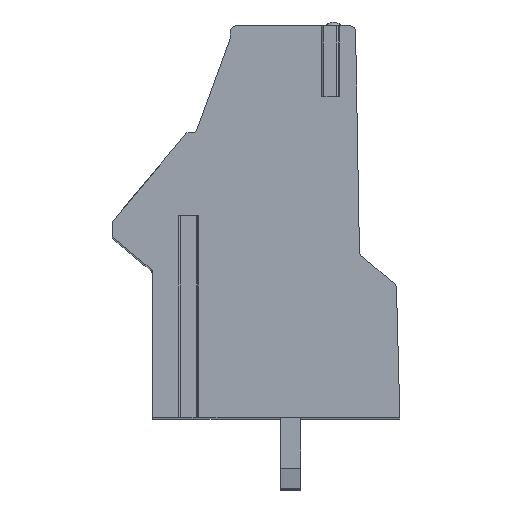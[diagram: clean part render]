
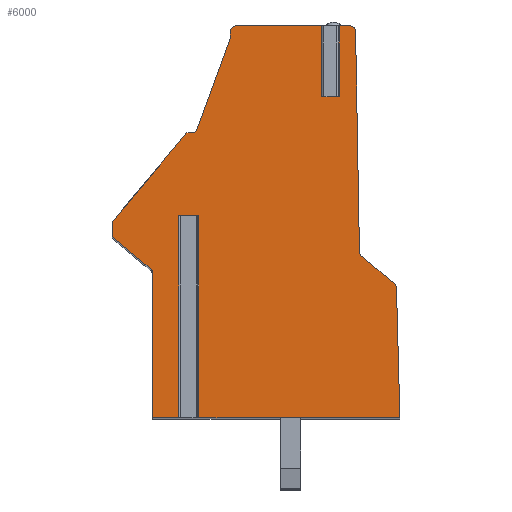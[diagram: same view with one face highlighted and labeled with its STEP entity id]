
A CAD part, top view. The second image highlights one B-rep face of the part: STEP entity #6000.
In plain terms, the highlighted planar face has unit normal (0, 0, 1).
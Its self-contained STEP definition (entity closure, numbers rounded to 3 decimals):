
#13=DIRECTION('',(-1.,0.,0.));
#14=VECTOR('',#13,0.55);
#15=CARTESIAN_POINT('',(3.708,6.127,48.26));
#16=LINE('',#15,#14);
#17=DIRECTION('',(0.,-1.,0.));
#18=VECTOR('',#17,3.5);
#19=CARTESIAN_POINT('',(3.708,9.627,48.26));
#20=LINE('',#19,#18);
#21=DIRECTION('',(-1.,0.,0.));
#22=VECTOR('',#21,0.682);
#23=CARTESIAN_POINT('',(4.39,9.627,48.26));
#24=LINE('',#23,#22);
#25=CARTESIAN_POINT('',(4.39,9.327,48.26));
#26=DIRECTION('',(0.,0.,1.));
#27=DIRECTION('',(1.,0.017,0.));
#28=AXIS2_PLACEMENT_3D('',#25,#26,#27);
#30=DIRECTION('',(-0.017,1.,0.));
#31=VECTOR('',#30,10.885);
#32=CARTESIAN_POINT('',(4.88,-1.552,48.26));
#33=LINE('',#32,#31);
#34=CARTESIAN_POINT('',(5.18,-1.546,48.26));
#35=DIRECTION('',(0.,0.,-1.));
#36=DIRECTION('',(-0.643,-0.766,0.));
#37=AXIS2_PLACEMENT_3D('',#34,#35,#36);
#39=DIRECTION('',(-0.766,0.643,0.));
#40=VECTOR('',#39,2.116);
#41=CARTESIAN_POINT('',(6.608,-3.137,48.26));
#42=LINE('',#41,#40);
#43=CARTESIAN_POINT('',(6.415,-3.366,48.26));
#44=DIRECTION('',(0.,0.,1.));
#45=DIRECTION('',(1.,0.029,0.));
#46=AXIS2_PLACEMENT_3D('',#43,#44,#45);
#48=DIRECTION('',(-0.026,1.,0.));
#49=VECTOR('',#48,6.418);
#50=CARTESIAN_POINT('',(6.883,-9.773,48.26));
#51=LINE('',#50,#49);
#52=DIRECTION('',(1.,0.,0.));
#53=VECTOR('',#52,9.952);
#54=CARTESIAN_POINT('',(-3.069,-9.773,48.26));
#55=LINE('',#54,#53);
#56=DIRECTION('',(0.,-1.,0.));
#57=VECTOR('',#56,10.);
#58=CARTESIAN_POINT('',(-3.069,0.227,48.26));
#59=LINE('',#58,#57);
#60=DIRECTION('',(-1.,0.,0.));
#61=VECTOR('',#60,0.996);
#62=CARTESIAN_POINT('',(-3.069,0.227,48.26));
#63=LINE('',#62,#61);
#64=DIRECTION('',(0.,-1.,0.));
#65=VECTOR('',#64,10.);
#66=CARTESIAN_POINT('',(-4.065,0.227,48.26));
#67=LINE('',#66,#65);
#68=DIRECTION('',(1.,0.,0.));
#69=VECTOR('',#68,1.302);
#70=CARTESIAN_POINT('',(-5.367,-9.773,48.26));
#71=LINE('',#70,#69);
#72=DIRECTION('',(0.,-1.,0.));
#73=VECTOR('',#72,7.198);
#74=CARTESIAN_POINT('',(-5.367,-2.576,48.26));
#75=LINE('',#74,#73);
#76=CARTESIAN_POINT('',(-5.567,-2.576,48.26));
#77=DIRECTION('',(0.,0.,-1.));
#78=DIRECTION('',(0.643,0.766,0.));
#79=AXIS2_PLACEMENT_3D('',#76,#77,#78);
#81=DIRECTION('',(0.766,-0.643,0.));
#82=VECTOR('',#81,2.424);
#83=CARTESIAN_POINT('',(-7.295,-0.864,48.26));
#84=LINE('',#83,#82);
#85=CARTESIAN_POINT('',(-7.167,-0.711,48.26));
#86=DIRECTION('',(0.,0.,1.));
#87=DIRECTION('',(-1.,0.,0.));
#88=AXIS2_PLACEMENT_3D('',#85,#86,#87);
#90=DIRECTION('',(0.,-1.,0.));
#91=VECTOR('',#90,0.52);
#92=CARTESIAN_POINT('',(-7.367,-0.191,48.26));
#93=LINE('',#92,#91);
#94=CARTESIAN_POINT('',(-7.067,-0.191,48.26));
#95=DIRECTION('',(0.,0.,1.));
#96=DIRECTION('',(-0.766,0.643,0.));
#97=AXIS2_PLACEMENT_3D('',#94,#95,#96);
#99=DIRECTION('',(-0.643,-0.766,0.));
#100=VECTOR('',#99,5.645);
#101=CARTESIAN_POINT('',(-3.668,4.327,48.26));
#102=LINE('',#101,#100);
#103=DIRECTION('',(-1.,0.,0.));
#104=VECTOR('',#103,0.236);
#105=CARTESIAN_POINT('',(-3.432,4.327,48.26));
#106=LINE('',#105,#104);
#107=CARTESIAN_POINT('',(-3.432,4.627,48.26));
#108=DIRECTION('',(0.,0.,-1.));
#109=DIRECTION('',(0.94,-0.342,0.));
#110=AXIS2_PLACEMENT_3D('',#107,#108,#109);
#112=DIRECTION('',(-0.342,-0.94,0.));
#113=VECTOR('',#112,4.782);
#114=CARTESIAN_POINT('',(-1.515,9.018,48.26));
#115=LINE('',#114,#113);
#116=DIRECTION('',(0.,-1.,0.));
#117=VECTOR('',#116,0.309);
#118=CARTESIAN_POINT('',(-1.515,9.327,48.26));
#119=LINE('',#118,#117);
#120=CARTESIAN_POINT('',(-1.215,9.327,48.26));
#121=DIRECTION('',(0.,0.,1.));
#122=DIRECTION('',(0.,1.,0.));
#123=AXIS2_PLACEMENT_3D('',#120,#121,#122);
#125=DIRECTION('',(-1.,0.,0.));
#126=VECTOR('',#125,4.373);
#127=CARTESIAN_POINT('',(3.158,9.627,48.26));
#128=LINE('',#127,#126);
#129=DIRECTION('',(0.,-1.,0.));
#130=VECTOR('',#129,3.5);
#131=CARTESIAN_POINT('',(3.158,9.627,48.26));
#132=LINE('',#131,#130);
#4665=CARTESIAN_POINT('',(6.883,-9.773,48.26));
#4666=CARTESIAN_POINT('',(6.715,-3.358,48.26));
#4667=VERTEX_POINT('',#4665);
#4668=VERTEX_POINT('',#4666);
#4669=CARTESIAN_POINT('',(6.608,-3.137,48.26));
#4670=VERTEX_POINT('',#4669);
#4671=CARTESIAN_POINT('',(4.987,-1.776,48.26));
#4672=VERTEX_POINT('',#4671);
#4673=CARTESIAN_POINT('',(4.88,-1.552,48.26));
#4674=VERTEX_POINT('',#4673);
#4675=CARTESIAN_POINT('',(4.69,9.332,48.26));
#4676=VERTEX_POINT('',#4675);
#4677=CARTESIAN_POINT('',(4.39,9.627,48.26));
#4678=VERTEX_POINT('',#4677);
#4679=CARTESIAN_POINT('',(-1.215,9.627,48.26));
#4680=CARTESIAN_POINT('',(-1.515,9.327,48.26));
#4681=VERTEX_POINT('',#4679);
#4682=VERTEX_POINT('',#4680);
#4683=CARTESIAN_POINT('',(-1.515,9.018,48.26));
#4684=VERTEX_POINT('',#4683);
#4685=CARTESIAN_POINT('',(-3.15,4.524,48.26));
#4686=VERTEX_POINT('',#4685);
#4687=CARTESIAN_POINT('',(-3.432,4.327,48.26));
#4688=VERTEX_POINT('',#4687);
#4689=CARTESIAN_POINT('',(-3.668,4.327,48.26));
#4690=VERTEX_POINT('',#4689);
#4691=CARTESIAN_POINT('',(-7.297,0.002,48.26));
#4692=VERTEX_POINT('',#4691);
#4693=CARTESIAN_POINT('',(-7.367,-0.191,48.26));
#4694=VERTEX_POINT('',#4693);
#4695=CARTESIAN_POINT('',(-7.367,-0.711,48.26));
#4696=VERTEX_POINT('',#4695);
#4697=CARTESIAN_POINT('',(-7.295,-0.864,48.26));
#4698=VERTEX_POINT('',#4697);
#4699=CARTESIAN_POINT('',(-5.438,-2.422,48.26));
#4700=VERTEX_POINT('',#4699);
#4701=CARTESIAN_POINT('',(-5.367,-2.576,48.26));
#4702=VERTEX_POINT('',#4701);
#4703=CARTESIAN_POINT('',(-5.367,-9.773,48.26));
#4704=VERTEX_POINT('',#4703);
#4805=CARTESIAN_POINT('',(-3.069,0.227,48.26));
#4806=CARTESIAN_POINT('',(-4.065,0.227,48.26));
#4807=VERTEX_POINT('',#4805);
#4808=VERTEX_POINT('',#4806);
#4809=CARTESIAN_POINT('',(-3.069,-9.773,48.26));
#4810=VERTEX_POINT('',#4809);
#4811=CARTESIAN_POINT('',(-4.065,-9.773,48.26));
#4812=VERTEX_POINT('',#4811);
#4849=CARTESIAN_POINT('',(3.708,6.127,48.26));
#4850=CARTESIAN_POINT('',(3.158,6.127,48.26));
#4851=VERTEX_POINT('',#4849);
#4852=VERTEX_POINT('',#4850);
#4853=CARTESIAN_POINT('',(3.158,9.627,48.26));
#4854=VERTEX_POINT('',#4853);
#4855=CARTESIAN_POINT('',(3.708,9.627,48.26));
#4856=VERTEX_POINT('',#4855);
#5937=CARTESIAN_POINT('',(0.,0.,48.26));
#5938=DIRECTION('',(0.,0.,1.));
#5939=DIRECTION('',(1.,0.,0.));
#5940=AXIS2_PLACEMENT_3D('',#5937,#5938,#5939);
#5941=PLANE('',#5940);
#5943=ORIENTED_EDGE('',*,*,#5942,.F.);
#5945=ORIENTED_EDGE('',*,*,#5944,.F.);
#5947=ORIENTED_EDGE('',*,*,#5946,.F.);
#5949=ORIENTED_EDGE('',*,*,#5948,.F.);
#5951=ORIENTED_EDGE('',*,*,#5950,.F.);
#5953=ORIENTED_EDGE('',*,*,#5952,.F.);
#5955=ORIENTED_EDGE('',*,*,#5954,.F.);
#5957=ORIENTED_EDGE('',*,*,#5956,.F.);
#5959=ORIENTED_EDGE('',*,*,#5958,.F.);
#5961=ORIENTED_EDGE('',*,*,#5960,.F.);
#5963=ORIENTED_EDGE('',*,*,#5962,.F.);
#5965=ORIENTED_EDGE('',*,*,#5964,.T.);
#5967=ORIENTED_EDGE('',*,*,#5966,.T.);
#5969=ORIENTED_EDGE('',*,*,#5968,.F.);
#5971=ORIENTED_EDGE('',*,*,#5970,.F.);
#5973=ORIENTED_EDGE('',*,*,#5972,.F.);
#5975=ORIENTED_EDGE('',*,*,#5974,.F.);
#5977=ORIENTED_EDGE('',*,*,#5976,.F.);
#5979=ORIENTED_EDGE('',*,*,#5978,.F.);
#5981=ORIENTED_EDGE('',*,*,#5980,.F.);
#5983=ORIENTED_EDGE('',*,*,#5982,.F.);
#5985=ORIENTED_EDGE('',*,*,#5984,.F.);
#5987=ORIENTED_EDGE('',*,*,#5986,.F.);
#5989=ORIENTED_EDGE('',*,*,#5988,.F.);
#5991=ORIENTED_EDGE('',*,*,#5990,.F.);
#5993=ORIENTED_EDGE('',*,*,#5992,.F.);
#5995=ORIENTED_EDGE('',*,*,#5994,.F.);
#5997=ORIENTED_EDGE('',*,*,#5996,.T.);
#5998=EDGE_LOOP('',(#5943,#5945,#5947,#5949,#5951,#5953,#5955,#5957,#5959,#5961,
#5963,#5965,#5967,#5969,#5971,#5973,#5975,#5977,#5979,#5981,#5983,#5985,#5987,
#5989,#5991,#5993,#5995,#5997));
#5999=FACE_OUTER_BOUND('',#5998,.F.);
#29=CIRCLE('',#28,0.3);
#38=CIRCLE('',#37,0.3);
#47=CIRCLE('',#46,0.3);
#80=CIRCLE('',#79,0.2);
#89=CIRCLE('',#88,0.2);
#98=CIRCLE('',#97,0.3);
#111=CIRCLE('',#110,0.3);
#124=CIRCLE('',#123,0.3);
#5942=EDGE_CURVE('',#4851,#4852,#16,.T.);
#5944=EDGE_CURVE('',#4856,#4851,#20,.T.);
#5946=EDGE_CURVE('',#4678,#4856,#24,.T.);
#5948=EDGE_CURVE('',#4676,#4678,#29,.T.);
#5950=EDGE_CURVE('',#4674,#4676,#33,.T.);
#5952=EDGE_CURVE('',#4672,#4674,#38,.T.);
#5954=EDGE_CURVE('',#4670,#4672,#42,.T.);
#5956=EDGE_CURVE('',#4668,#4670,#47,.T.);
#5958=EDGE_CURVE('',#4667,#4668,#51,.T.);
#5960=EDGE_CURVE('',#4810,#4667,#55,.T.);
#5962=EDGE_CURVE('',#4807,#4810,#59,.T.);
#5964=EDGE_CURVE('',#4807,#4808,#63,.T.);
#5966=EDGE_CURVE('',#4808,#4812,#67,.T.);
#5968=EDGE_CURVE('',#4704,#4812,#71,.T.);
#5970=EDGE_CURVE('',#4702,#4704,#75,.T.);
#5972=EDGE_CURVE('',#4700,#4702,#80,.T.);
#5974=EDGE_CURVE('',#4698,#4700,#84,.T.);
#5976=EDGE_CURVE('',#4696,#4698,#89,.T.);
#5978=EDGE_CURVE('',#4694,#4696,#93,.T.);
#5980=EDGE_CURVE('',#4692,#4694,#98,.T.);
#5982=EDGE_CURVE('',#4690,#4692,#102,.T.);
#5984=EDGE_CURVE('',#4688,#4690,#106,.T.);
#5986=EDGE_CURVE('',#4686,#4688,#111,.T.);
#5988=EDGE_CURVE('',#4684,#4686,#115,.T.);
#5990=EDGE_CURVE('',#4682,#4684,#119,.T.);
#5992=EDGE_CURVE('',#4681,#4682,#124,.T.);
#5994=EDGE_CURVE('',#4854,#4681,#128,.T.);
#5996=EDGE_CURVE('',#4854,#4852,#132,.T.);
#6000=ADVANCED_FACE('',(#5999),#5941,.T.);
